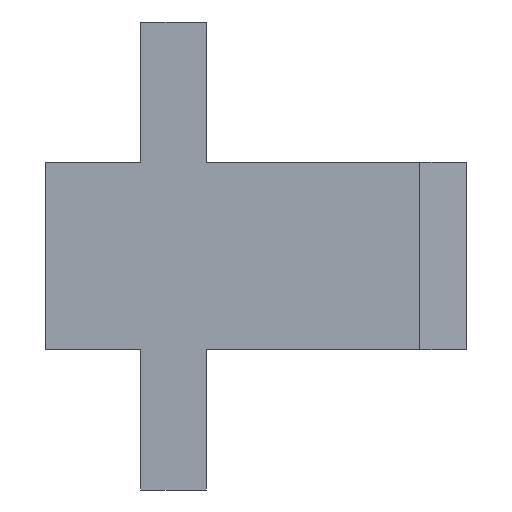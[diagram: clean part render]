
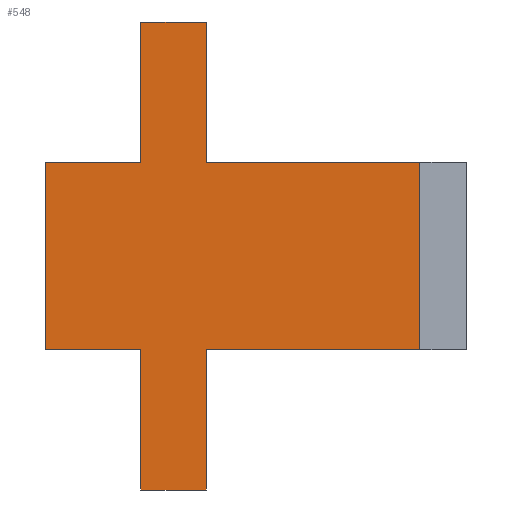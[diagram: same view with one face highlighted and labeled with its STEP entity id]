
A CAD part, front view. The second image highlights one B-rep face of the part: STEP entity #548.
In plain terms, the highlighted planar face has unit normal (0, -1, 0).
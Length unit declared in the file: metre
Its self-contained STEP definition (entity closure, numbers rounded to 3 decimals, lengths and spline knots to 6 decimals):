
#88=ORIENTED_EDGE('',*,*,#184,.F.);
#89=ORIENTED_EDGE('',*,*,#226,.T.);
#90=ORIENTED_EDGE('',*,*,#172,.T.);
#91=ORIENTED_EDGE('',*,*,#227,.F.);
#92=ORIENTED_EDGE('',*,*,#228,.T.);
#93=ORIENTED_EDGE('',*,*,#229,.T.);
#94=ORIENTED_EDGE('',*,*,#230,.T.);
#95=ORIENTED_EDGE('',*,*,#224,.T.);
#96=ORIENTED_EDGE('',*,*,#193,.F.);
#97=ORIENTED_EDGE('',*,*,#231,.F.);
#98=ORIENTED_EDGE('',*,*,#232,.F.);
#99=ORIENTED_EDGE('',*,*,#233,.T.);
#172=EDGE_CURVE('',#250,#251,#302,.T.);
#184=EDGE_CURVE('',#262,#263,#314,.T.);
#193=EDGE_CURVE('',#270,#272,#323,.T.);
#224=EDGE_CURVE('',#292,#272,#354,.T.);
#226=EDGE_CURVE('',#262,#250,#356,.T.);
#227=EDGE_CURVE('',#293,#251,#357,.T.);
#228=EDGE_CURVE('',#293,#294,#358,.T.);
#229=EDGE_CURVE('',#294,#295,#359,.T.);
#230=EDGE_CURVE('',#295,#292,#360,.T.);
#231=EDGE_CURVE('',#296,#270,#361,.T.);
#232=EDGE_CURVE('',#297,#296,#362,.T.);
#233=EDGE_CURVE('',#297,#263,#363,.T.);
#250=VERTEX_POINT('',#755);
#251=VERTEX_POINT('',#756);
#262=VERTEX_POINT('',#779);
#263=VERTEX_POINT('',#781);
#270=VERTEX_POINT('',#797);
#272=VERTEX_POINT('',#800);
#292=VERTEX_POINT('',#857);
#293=VERTEX_POINT('',#862);
#294=VERTEX_POINT('',#864);
#295=VERTEX_POINT('',#866);
#296=VERTEX_POINT('',#869);
#297=VERTEX_POINT('',#871);
#302=LINE('',#754,#380);
#314=LINE('',#780,#392);
#323=LINE('',#799,#401);
#354=LINE('',#856,#432);
#356=LINE('',#860,#434);
#357=LINE('',#861,#435);
#358=LINE('',#863,#436);
#359=LINE('',#865,#437);
#360=LINE('',#867,#438);
#361=LINE('',#868,#439);
#362=LINE('',#870,#440);
#363=LINE('',#872,#441);
#380=VECTOR('',#617,1.);
#392=VECTOR('',#631,1.);
#401=VECTOR('',#642,1.);
#432=VECTOR('',#685,1.);
#434=VECTOR('',#689,1.);
#435=VECTOR('',#690,1.);
#436=VECTOR('',#691,1.);
#437=VECTOR('',#692,1.);
#438=VECTOR('',#693,1.);
#439=VECTOR('',#694,1.);
#440=VECTOR('',#695,1.);
#441=VECTOR('',#696,1.);
#464=EDGE_LOOP('',(#88,#89,#90,#91,#92,#93,#94,#95,#96,#97,#98,#99));
#492=FACE_BOUND('',#464,.T.);
#520=PLANE('',#589);
#548=ADVANCED_FACE('',(#492),#520,.T.);
#589=AXIS2_PLACEMENT_3D('',#859,#687,#688);
#617=DIRECTION('',(-1.,0.,0.));
#631=DIRECTION('',(-1.,0.,0.));
#642=DIRECTION('',(-1.,0.,0.));
#685=DIRECTION('',(0.,0.,-1.));
#687=DIRECTION('',(0.,-1.,0.));
#688=DIRECTION('',(1.,0.,0.));
#689=DIRECTION('',(0.,0.,1.));
#690=DIRECTION('',(0.,0.,-1.));
#691=DIRECTION('',(-1.,0.,0.));
#692=DIRECTION('',(0.,0.,-1.));
#693=DIRECTION('',(-1.,0.,0.));
#694=DIRECTION('',(0.,0.,1.));
#695=DIRECTION('',(-1.,0.,0.));
#696=DIRECTION('',(0.,0.,1.));
#754=CARTESIAN_POINT('',(0.010213,0.001728,0.002123));
#755=CARTESIAN_POINT('',(0.011963,0.001728,0.002123));
#756=CARTESIAN_POINT('',(0.009682,0.001728,0.002123));
#779=CARTESIAN_POINT('',(0.011963,0.001728,0.000123));
#780=CARTESIAN_POINT('',(0.010213,0.001728,0.000123));
#781=CARTESIAN_POINT('',(0.009682,0.001728,0.000123));
#797=CARTESIAN_POINT('',(0.008982,0.001728,0.000123));
#799=CARTESIAN_POINT('',(0.010213,0.001728,0.000123));
#800=CARTESIAN_POINT('',(0.007963,0.001728,0.000123));
#856=CARTESIAN_POINT('',(0.007963,0.001728,0.002123));
#857=CARTESIAN_POINT('',(0.007963,0.001728,0.002123));
#859=CARTESIAN_POINT('',(0.010213,0.001728,0.002123));
#860=CARTESIAN_POINT('',(0.011963,0.001728,0.002123));
#861=CARTESIAN_POINT('',(0.009682,0.001728,0.003623));
#862=CARTESIAN_POINT('',(0.009682,0.001728,0.003623));
#863=CARTESIAN_POINT('',(0.010213,0.001728,0.003623));
#864=CARTESIAN_POINT('',(0.008982,0.001728,0.003623));
#865=CARTESIAN_POINT('',(0.008982,0.001728,0.003623));
#866=CARTESIAN_POINT('',(0.008982,0.001728,0.002123));
#867=CARTESIAN_POINT('',(0.010213,0.001728,0.002123));
#868=CARTESIAN_POINT('',(0.008982,0.001728,-0.001377));
#869=CARTESIAN_POINT('',(0.008982,0.001728,-0.001377));
#870=CARTESIAN_POINT('',(0.010213,0.001728,-0.001377));
#871=CARTESIAN_POINT('',(0.009682,0.001728,-0.001377));
#872=CARTESIAN_POINT('',(0.009682,0.001728,-0.001377));
